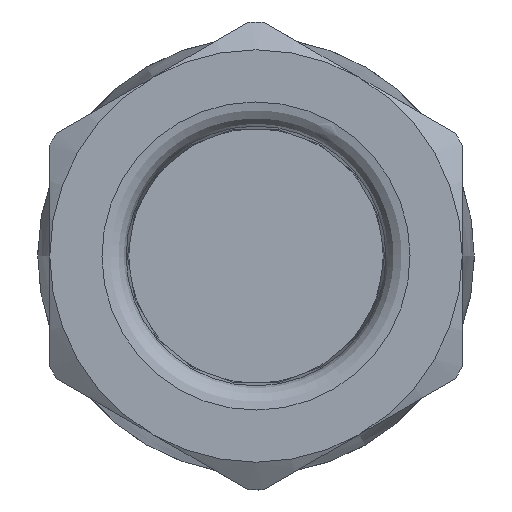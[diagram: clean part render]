
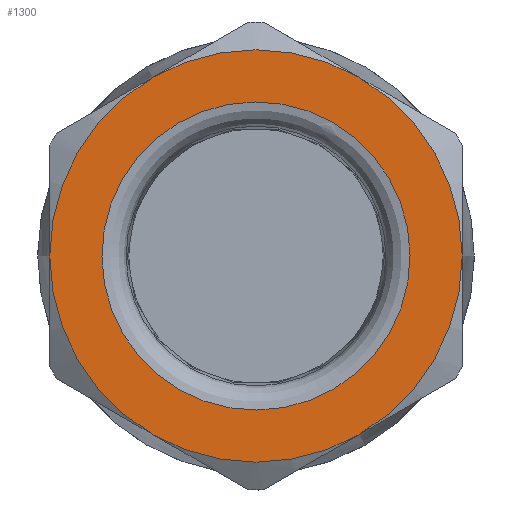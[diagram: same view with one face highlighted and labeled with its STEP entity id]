
A CAD part, left-side view. The second image highlights one B-rep face of the part: STEP entity #1300.
In plain terms, the highlighted planar face has unit normal (-1, 0, 0).
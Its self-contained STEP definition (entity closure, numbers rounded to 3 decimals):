
#916=B_SPLINE_CURVE_WITH_KNOTS('',3,(#5317,#5318,#5319,#5320),
 .UNSPECIFIED.,.F.,.F.,(4,4),(0.,1.),.UNSPECIFIED.);
#921=B_SPLINE_CURVE_WITH_KNOTS('',3,(#5382,#5383,#5384,#5385),
 .UNSPECIFIED.,.F.,.F.,(4,4),(0.,1.),.UNSPECIFIED.);
#926=B_SPLINE_CURVE_WITH_KNOTS('',3,(#5423,#5424,#5425,#5426),
 .UNSPECIFIED.,.F.,.F.,(4,4),(0.,1.),.UNSPECIFIED.);
#932=B_SPLINE_CURVE_WITH_KNOTS('',3,(#5493,#5494,#5495,#5496),
 .UNSPECIFIED.,.F.,.F.,(4,4),(0.,1.),.UNSPECIFIED.);
#934=B_SPLINE_CURVE_WITH_KNOTS('',3,(#5524,#5525,#5526,#5527),
 .UNSPECIFIED.,.F.,.F.,(4,4),(0.,1.),.UNSPECIFIED.);
#936=B_SPLINE_CURVE_WITH_KNOTS('',3,(#5553,#5554,#5555,#5556),
 .UNSPECIFIED.,.F.,.F.,(4,4),(0.,1.),.UNSPECIFIED.);
#1300=ADVANCED_FACE('',(#1437,#1438),#1370,.T.);
#1370=PLANE('',#3022);
#1437=FACE_BOUND('',#1584,.T.);
#1438=FACE_BOUND('',#1585,.T.);
#1584=EDGE_LOOP('',(#2147));
#1585=EDGE_LOOP('',(#2148,#2149,#2150,#2151,#2152,#2153,#2154,#2155,#2156,
#2157,#2158,#2159));
#2147=ORIENTED_EDGE('',*,*,#2665,.T.);
#2148=ORIENTED_EDGE('',*,*,#2716,.T.);
#2149=ORIENTED_EDGE('',*,*,#2714,.F.);
#2150=ORIENTED_EDGE('',*,*,#2668,.T.);
#2151=ORIENTED_EDGE('',*,*,#2682,.F.);
#2152=ORIENTED_EDGE('',*,*,#2683,.T.);
#2153=ORIENTED_EDGE('',*,*,#2692,.F.);
#2154=ORIENTED_EDGE('',*,*,#2717,.T.);
#2155=ORIENTED_EDGE('',*,*,#2718,.F.);
#2156=ORIENTED_EDGE('',*,*,#2719,.T.);
#2157=ORIENTED_EDGE('',*,*,#2698,.F.);
#2158=ORIENTED_EDGE('',*,*,#2700,.T.);
#2159=ORIENTED_EDGE('',*,*,#2709,.F.);
#2386=VERTEX_POINT('',#5200);
#2389=VERTEX_POINT('',#5242);
#2390=VERTEX_POINT('',#5243);
#2399=VERTEX_POINT('',#5316);
#2400=VERTEX_POINT('',#5323);
#2405=VERTEX_POINT('',#5381);
#2408=VERTEX_POINT('',#5422);
#2409=VERTEX_POINT('',#5427);
#2410=VERTEX_POINT('',#5434);
#2415=VERTEX_POINT('',#5492);
#2418=VERTEX_POINT('',#5528);
#2419=VERTEX_POINT('',#5552);
#2420=VERTEX_POINT('',#5557);
#2665=EDGE_CURVE('',#2386,#2386,#2806,.T.);
#2668=EDGE_CURVE('',#2389,#2390,#2809,.T.);
#2682=EDGE_CURVE('',#2399,#2390,#916,.T.);
#2683=EDGE_CURVE('',#2399,#2400,#2814,.T.);
#2692=EDGE_CURVE('',#2405,#2400,#921,.T.);
#2698=EDGE_CURVE('',#2408,#2409,#926,.T.);
#2700=EDGE_CURVE('',#2408,#2410,#2817,.T.);
#2709=EDGE_CURVE('',#2415,#2410,#932,.T.);
#2714=EDGE_CURVE('',#2389,#2418,#934,.T.);
#2716=EDGE_CURVE('',#2415,#2418,#2822,.T.);
#2717=EDGE_CURVE('',#2405,#2419,#2823,.T.);
#2718=EDGE_CURVE('',#2420,#2419,#936,.T.);
#2719=EDGE_CURVE('',#2420,#2409,#2824,.T.);
#2806=CIRCLE('',#2993,6.354);
#2809=CIRCLE('',#2997,8.502);
#2814=CIRCLE('',#3004,8.502);
#2817=CIRCLE('',#3010,8.502);
#2822=CIRCLE('',#3019,8.502);
#2823=CIRCLE('',#3020,8.502);
#2824=CIRCLE('',#3021,8.502);
#2993=AXIS2_PLACEMENT_3D('',#5199,#3472,#3473);
#2997=AXIS2_PLACEMENT_3D('',#5241,#3480,#3481);
#3004=AXIS2_PLACEMENT_3D('',#5322,#3497,#3498);
#3010=AXIS2_PLACEMENT_3D('',#5433,#3512,#3513);
#3019=AXIS2_PLACEMENT_3D('',#5534,#3533,#3534);
#3020=AXIS2_PLACEMENT_3D('',#5551,#3535,#3536);
#3021=AXIS2_PLACEMENT_3D('',#5558,#3537,#3538);
#3022=AXIS2_PLACEMENT_3D('',#5559,#3539,#3540);
#3472=DIRECTION('',(1.,0.,0.));
#3473=DIRECTION('',(0.,-0.496,0.868));
#3480=DIRECTION('',(-1.,0.,0.));
#3481=DIRECTION('',(0.,0.504,0.864));
#3497=DIRECTION('',(-1.,0.,0.));
#3498=DIRECTION('',(0.,1.,-0.005));
#3512=DIRECTION('',(-1.,0.,0.));
#3513=DIRECTION('',(0.,-1.,0.005));
#3533=DIRECTION('',(-1.,0.,0.));
#3534=DIRECTION('',(0.,-0.496,0.868));
#3535=DIRECTION('',(-1.,0.,0.));
#3536=DIRECTION('',(0.,0.496,-0.868));
#3537=DIRECTION('',(-1.,0.,0.));
#3538=DIRECTION('',(0.,-0.504,-0.864));
#3539=DIRECTION('',(-1.,0.,0.));
#3540=DIRECTION('',(0.,0.868,0.496));
#5199=CARTESIAN_POINT('',(-58.45,0.,0.));
#5200=CARTESIAN_POINT('',(-58.45,-3.15,5.518));
#5241=CARTESIAN_POINT('',(-58.45,0.,0.));
#5242=CARTESIAN_POINT('',(-58.45,4.287,7.342));
#5243=CARTESIAN_POINT('',(-58.45,8.502,0.041));
#5316=CARTESIAN_POINT('',(-58.45,8.502,-0.041));
#5317=CARTESIAN_POINT('',(-58.45,8.502,-0.041));
#5318=CARTESIAN_POINT('',(-58.45,8.502,-0.014));
#5319=CARTESIAN_POINT('',(-58.45,8.502,0.014));
#5320=CARTESIAN_POINT('',(-58.45,8.502,0.041));
#5322=CARTESIAN_POINT('',(-58.45,0.,0.));
#5323=CARTESIAN_POINT('',(-58.45,4.287,-7.342));
#5381=CARTESIAN_POINT('',(-58.45,4.215,-7.384));
#5382=CARTESIAN_POINT('',(-58.45,4.215,-7.384));
#5383=CARTESIAN_POINT('',(-58.45,4.239,-7.37));
#5384=CARTESIAN_POINT('',(-58.45,4.263,-7.356));
#5385=CARTESIAN_POINT('',(-58.45,4.287,-7.342));
#5422=CARTESIAN_POINT('',(-58.45,-8.502,0.041));
#5423=CARTESIAN_POINT('',(-58.45,-8.502,0.041));
#5424=CARTESIAN_POINT('',(-58.45,-8.502,0.014));
#5425=CARTESIAN_POINT('',(-58.45,-8.502,-0.014));
#5426=CARTESIAN_POINT('',(-58.45,-8.502,-0.041));
#5427=CARTESIAN_POINT('',(-58.45,-8.502,-0.041));
#5433=CARTESIAN_POINT('',(-58.45,0.,0.));
#5434=CARTESIAN_POINT('',(-58.45,-4.287,7.342));
#5492=CARTESIAN_POINT('',(-58.45,-4.215,7.384));
#5493=CARTESIAN_POINT('',(-58.45,-4.215,7.384));
#5494=CARTESIAN_POINT('',(-58.45,-4.239,7.37));
#5495=CARTESIAN_POINT('',(-58.45,-4.263,7.356));
#5496=CARTESIAN_POINT('',(-58.45,-4.287,7.342));
#5524=CARTESIAN_POINT('',(-58.45,4.287,7.342));
#5525=CARTESIAN_POINT('',(-58.45,4.263,7.356));
#5526=CARTESIAN_POINT('',(-58.45,4.239,7.37));
#5527=CARTESIAN_POINT('',(-58.45,4.215,7.384));
#5528=CARTESIAN_POINT('',(-58.45,4.215,7.384));
#5534=CARTESIAN_POINT('',(-58.45,0.,0.));
#5551=CARTESIAN_POINT('',(-58.45,0.,0.));
#5552=CARTESIAN_POINT('',(-58.45,-4.215,-7.384));
#5553=CARTESIAN_POINT('',(-58.45,-4.287,-7.342));
#5554=CARTESIAN_POINT('',(-58.45,-4.263,-7.356));
#5555=CARTESIAN_POINT('',(-58.45,-4.239,-7.37));
#5556=CARTESIAN_POINT('',(-58.45,-4.215,-7.384));
#5557=CARTESIAN_POINT('',(-58.45,-4.287,-7.342));
#5558=CARTESIAN_POINT('',(-58.45,0.,0.));
#5559=CARTESIAN_POINT('',(-58.45,-14.028,2.791));
